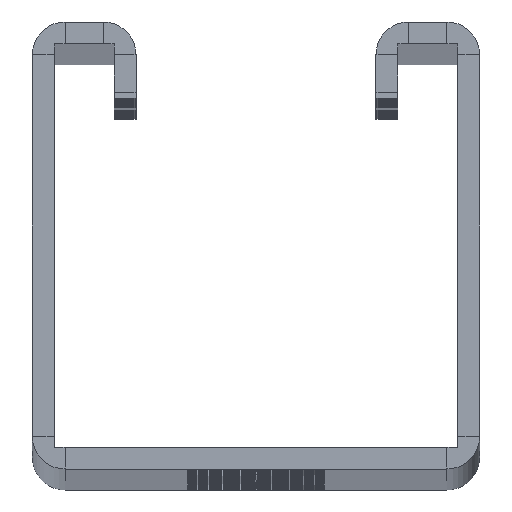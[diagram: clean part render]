
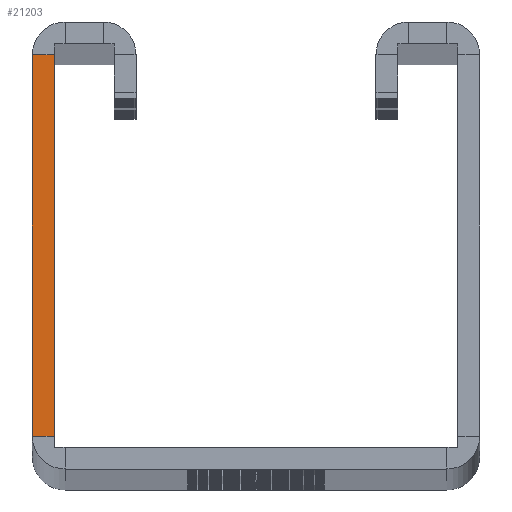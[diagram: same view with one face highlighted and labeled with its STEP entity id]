
A CAD part, top view. The second image highlights one B-rep face of the part: STEP entity #21203.
In plain terms, the highlighted planar face has unit normal (0, 0, 1).
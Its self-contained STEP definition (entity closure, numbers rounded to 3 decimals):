
#2253 = VERTEX_POINT ( 'NONE', #44335 ) ;
#3162 = VECTOR ( 'NONE', #13410, 1000. ) ;
#5675 = VERTEX_POINT ( 'NONE', #41368 ) ;
#5750 = LINE ( 'NONE', #11815, #36351 ) ;
#6738 = DIRECTION ( 'NONE',  ( 1., 0., 0. ) ) ;
#9208 = AXIS2_PLACEMENT_3D ( 'NONE', #21789, #50981, #6738 ) ;
#10180 = EDGE_CURVE ( 'NONE', #28196, #5675, #43653, .T. ) ;
#11815 = CARTESIAN_POINT ( 'NONE',  ( -18.5, 0., 0. ) ) ;
#13410 = DIRECTION ( 'NONE',  ( -1., 0., 0. ) ) ;
#14157 = LINE ( 'NONE', #40963, #17259 ) ;
#14693 = FACE_OUTER_BOUND ( 'NONE', #39808, .T. ) ;
#15313 = ORIENTED_EDGE ( 'NONE', *, *, #44018, .F. ) ;
#15774 = EDGE_CURVE ( 'NONE', #2253, #28196, #5750, .T. ) ;
#16559 = DIRECTION ( 'NONE',  ( 0., 1., 0. ) ) ;
#17259 = VECTOR ( 'NONE', #21566, 1000. ) ;
#18714 = VERTEX_POINT ( 'NONE', #53417 ) ;
#21203 = ADVANCED_FACE ( 'NONE', ( #14693 ), #31984, .T. ) ;
#21566 = DIRECTION ( 'NONE',  ( 0., 1., 0. ) ) ;
#21750 = CARTESIAN_POINT ( 'NONE',  ( -20.5, 3., 0. ) ) ;
#21789 = CARTESIAN_POINT ( 'NONE',  ( -17.5, 2., 0. ) ) ;
#23742 = LINE ( 'NONE', #21750, #49677 ) ;
#25051 = CARTESIAN_POINT ( 'NONE',  ( -18.5, 38., 0. ) ) ;
#26931 = ORIENTED_EDGE ( 'NONE', *, *, #15774, .T. ) ;
#28196 = VERTEX_POINT ( 'NONE', #25051 ) ;
#31984 = PLANE ( 'NONE',  #9208 ) ;
#33508 = EDGE_CURVE ( 'NONE', #18714, #2253, #23742, .T. ) ;
#36351 = VECTOR ( 'NONE', #16559, 1000. ) ;
#39808 = EDGE_LOOP ( 'NONE', ( #15313, #60927, #26931, #57618 ) ) ;
#40963 = CARTESIAN_POINT ( 'NONE',  ( -20.5, 0., 0. ) ) ;
#41368 = CARTESIAN_POINT ( 'NONE',  ( -20.5, 38., 0. ) ) ;
#43653 = LINE ( 'NONE', #57367, #3162 ) ;
#44018 = EDGE_CURVE ( 'NONE', #18714, #5675, #14157, .T. ) ;
#44335 = CARTESIAN_POINT ( 'NONE',  ( -18.5, 3., 0. ) ) ;
#49677 = VECTOR ( 'NONE', #55020, 1000. ) ;
#50981 = DIRECTION ( 'NONE',  ( 0., 0., 1. ) ) ;
#53417 = CARTESIAN_POINT ( 'NONE',  ( -20.5, 3., 0. ) ) ;
#55020 = DIRECTION ( 'NONE',  ( 1., 0., 0. ) ) ;
#57367 = CARTESIAN_POINT ( 'NONE',  ( -18.5, 38., 0. ) ) ;
#57618 = ORIENTED_EDGE ( 'NONE', *, *, #10180, .T. ) ;
#60927 = ORIENTED_EDGE ( 'NONE', *, *, #33508, .T. ) ;
